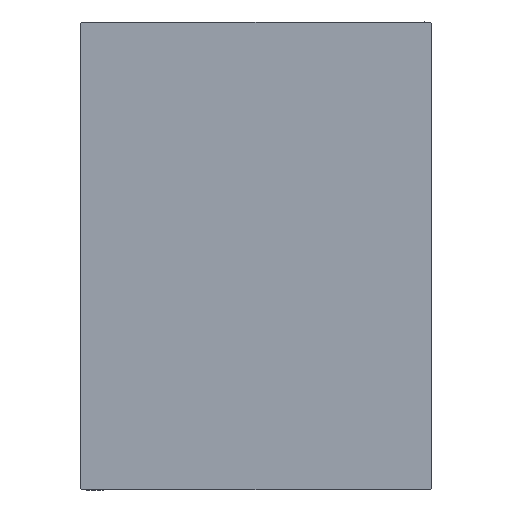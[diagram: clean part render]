
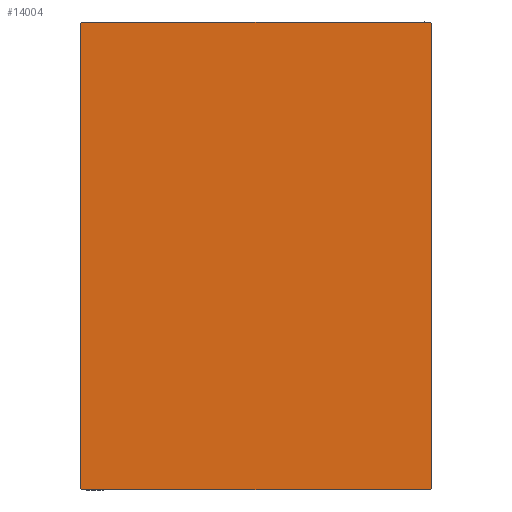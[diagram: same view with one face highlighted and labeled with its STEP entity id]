
A CAD part, left-side view. The second image highlights one B-rep face of the part: STEP entity #14004.
In plain terms, the highlighted face is planar.
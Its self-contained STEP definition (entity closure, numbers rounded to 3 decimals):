
#853 = DIRECTION ( 'NONE',  ( 1., 0., 0. ) ) ;
#1320 = VERTEX_POINT ( 'NONE', #42050 ) ;
#1765 = DIRECTION ( 'NONE',  ( 0., -0.707, 0.707 ) ) ;
#2295 = CARTESIAN_POINT ( 'NONE',  ( 98., -43.6, -43.6 ) ) ;
#2370 = CARTESIAN_POINT ( 'NONE',  ( 98., -43.6, 43.6 ) ) ;
#2531 = EDGE_CURVE ( 'NONE', #1320, #17367, #2915, .T. ) ;
#2704 = DIRECTION ( 'NONE',  ( 0., -1., 0. ) ) ;
#2915 = LINE ( 'NONE', #13327, #13290 ) ;
#3068 = AXIS2_PLACEMENT_3D ( 'NONE', #30159, #853, #20379 ) ;
#4154 = LINE ( 'NONE', #8257, #39912 ) ;
#4847 = VERTEX_POINT ( 'NONE', #6742 ) ;
#5014 = DIRECTION ( 'NONE',  ( 0., 0.707, 0.707 ) ) ;
#6742 = CARTESIAN_POINT ( 'NONE',  ( 98., 37.5, -49.7 ) ) ;
#7185 = LINE ( 'NONE', #39296, #29173 ) ;
#8026 = DIRECTION ( 'NONE',  ( 0., -0.707, -0.707 ) ) ;
#8257 = CARTESIAN_POINT ( 'NONE',  ( 98., 43.6, 43.6 ) ) ;
#9605 = EDGE_CURVE ( 'NONE', #22474, #4847, #11315, .T. ) ;
#9739 = CARTESIAN_POINT ( 'NONE',  ( 98., -37.2, 50. ) ) ;
#10840 = FACE_OUTER_BOUND ( 'NONE', #40776, .T. ) ;
#11197 = ORIENTED_EDGE ( 'NONE', *, *, #29218, .T. ) ;
#11315 = LINE ( 'NONE', #14988, #40510 ) ;
#11610 = VERTEX_POINT ( 'NONE', #19112 ) ;
#12612 = EDGE_CURVE ( 'NONE', #20933, #22474, #21114, .T. ) ;
#13156 = DIRECTION ( 'NONE',  ( 0., 1., 0. ) ) ;
#13211 = ORIENTED_EDGE ( 'NONE', *, *, #23452, .T. ) ;
#13290 = VECTOR ( 'NONE', #2704, 1000. ) ;
#13327 = CARTESIAN_POINT ( 'NONE',  ( 98., 37.5, 50. ) ) ;
#13480 = VECTOR ( 'NONE', #38735, 1000. ) ;
#14004 = ADVANCED_FACE ( 'NONE', ( #10840 ), #16911, .T. ) ;
#14988 = CARTESIAN_POINT ( 'NONE',  ( 98., 43.6, -43.6 ) ) ;
#16298 = DIRECTION ( 'NONE',  ( 0., 0., 1. ) ) ;
#16693 = VECTOR ( 'NONE', #8026, 1000. ) ;
#16911 = PLANE ( 'NONE',  #3068 ) ;
#17130 = EDGE_CURVE ( 'NONE', #17281, #1320, #4154, .T. ) ;
#17281 = VERTEX_POINT ( 'NONE', #26454 ) ;
#17367 = VERTEX_POINT ( 'NONE', #9739 ) ;
#19112 = CARTESIAN_POINT ( 'NONE',  ( 98., -37.5, 49.7 ) ) ;
#20379 = DIRECTION ( 'NONE',  ( 0., 0., -1. ) ) ;
#20933 = VERTEX_POINT ( 'NONE', #32367 ) ;
#21114 = LINE ( 'NONE', #42891, #33550 ) ;
#22474 = VERTEX_POINT ( 'NONE', #25300 ) ;
#23452 = EDGE_CURVE ( 'NONE', #17367, #11610, #37743, .T. ) ;
#25300 = CARTESIAN_POINT ( 'NONE',  ( 98., 37.2, -50. ) ) ;
#26039 = ORIENTED_EDGE ( 'NONE', *, *, #9605, .T. ) ;
#26454 = CARTESIAN_POINT ( 'NONE',  ( 98., 37.5, 49.7 ) ) ;
#27775 = ORIENTED_EDGE ( 'NONE', *, *, #39299, .T. ) ;
#29173 = VECTOR ( 'NONE', #16298, 1000. ) ;
#29218 = EDGE_CURVE ( 'NONE', #4847, #17281, #7185, .T. ) ;
#29285 = ORIENTED_EDGE ( 'NONE', *, *, #12612, .T. ) ;
#30159 = CARTESIAN_POINT ( 'NONE',  ( 98., 0., 0. ) ) ;
#30522 = CARTESIAN_POINT ( 'NONE',  ( 98., -37.5, -49.7 ) ) ;
#32052 = VECTOR ( 'NONE', #33403, 1000. ) ;
#32367 = CARTESIAN_POINT ( 'NONE',  ( 98., -37.2, -50. ) ) ;
#32755 = LINE ( 'NONE', #39941, #32052 ) ;
#33001 = ORIENTED_EDGE ( 'NONE', *, *, #17130, .T. ) ;
#33403 = DIRECTION ( 'NONE',  ( 0., 0., -1. ) ) ;
#33550 = VECTOR ( 'NONE', #13156, 1000. ) ;
#33627 = EDGE_CURVE ( 'NONE', #11610, #39092, #32755, .T. ) ;
#35256 = LINE ( 'NONE', #2295, #13480 ) ;
#37558 = ORIENTED_EDGE ( 'NONE', *, *, #33627, .T. ) ;
#37564 = ORIENTED_EDGE ( 'NONE', *, *, #2531, .T. ) ;
#37743 = LINE ( 'NONE', #2370, #16693 ) ;
#38735 = DIRECTION ( 'NONE',  ( 0., 0.707, -0.707 ) ) ;
#39092 = VERTEX_POINT ( 'NONE', #30522 ) ;
#39296 = CARTESIAN_POINT ( 'NONE',  ( 98., 37.5, -50. ) ) ;
#39299 = EDGE_CURVE ( 'NONE', #39092, #20933, #35256, .T. ) ;
#39912 = VECTOR ( 'NONE', #1765, 1000. ) ;
#39941 = CARTESIAN_POINT ( 'NONE',  ( 98., -37.5, 50. ) ) ;
#40510 = VECTOR ( 'NONE', #5014, 1000. ) ;
#40776 = EDGE_LOOP ( 'NONE', ( #29285, #26039, #11197, #33001, #37564, #13211, #37558, #27775 ) ) ;
#42050 = CARTESIAN_POINT ( 'NONE',  ( 98., 37.2, 50. ) ) ;
#42891 = CARTESIAN_POINT ( 'NONE',  ( 98., -37.5, -50. ) ) ;
